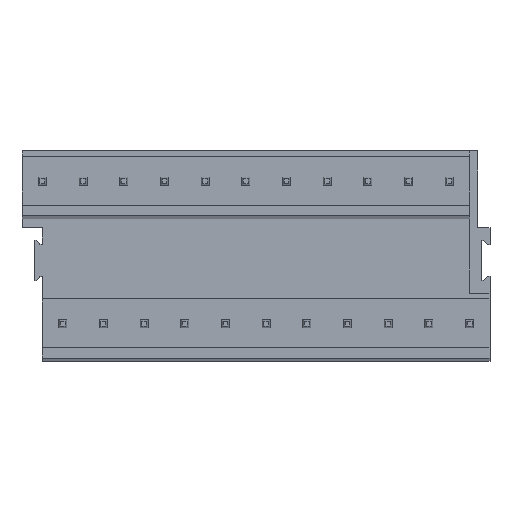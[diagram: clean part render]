
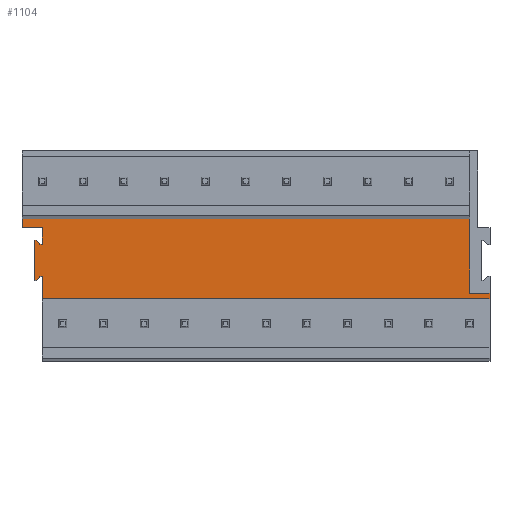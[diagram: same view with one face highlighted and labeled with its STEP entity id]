
A CAD part, top view. The second image highlights one B-rep face of the part: STEP entity #1104.
In plain terms, the highlighted planar face has unit normal (0, 0, 1).
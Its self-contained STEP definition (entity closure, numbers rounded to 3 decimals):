
#767=AXIS2_PLACEMENT_3D('Plane Axis2P3D',#764,#765,#766) ;
#42=CARTESIAN_POINT('Vertex',(2.54,14.6,15.2)) ;
#45=CARTESIAN_POINT('Line Origine',(2.54,15.65,15.2)) ;
#49=CARTESIAN_POINT('Vertex',(2.54,16.7,15.2)) ;
#82=CARTESIAN_POINT('Vertex',(2.54,10.6,15.2)) ;
#85=CARTESIAN_POINT('Line Origine',(2.39,10.6,15.2)) ;
#89=CARTESIAN_POINT('Vertex',(2.24,10.6,15.2)) ;
#116=CARTESIAN_POINT('Line Origine',(2.005,10.35,15.2)) ;
#120=CARTESIAN_POINT('Vertex',(1.77,10.1,15.2)) ;
#147=CARTESIAN_POINT('Line Origine',(1.655,10.1,15.2)) ;
#151=CARTESIAN_POINT('Vertex',(1.54,10.1,15.2)) ;
#178=CARTESIAN_POINT('Line Origine',(1.54,12.6,15.2)) ;
#182=CARTESIAN_POINT('Vertex',(1.54,15.1,15.2)) ;
#209=CARTESIAN_POINT('Line Origine',(1.655,15.1,15.2)) ;
#213=CARTESIAN_POINT('Vertex',(1.77,15.1,15.2)) ;
#240=CARTESIAN_POINT('Line Origine',(2.005,14.85,15.2)) ;
#244=CARTESIAN_POINT('Vertex',(2.24,14.6,15.2)) ;
#271=CARTESIAN_POINT('Line Origine',(2.39,14.6,15.2)) ;
#299=CARTESIAN_POINT('Vertex',(2.54,7.8,15.2)) ;
#313=CARTESIAN_POINT('Vertex',(58.42,7.8,15.2)) ;
#316=CARTESIAN_POINT('Line Origine',(30.48,7.8,15.2)) ;
#764=CARTESIAN_POINT('Axis2P3D Location',(0.,0.4,15.2)) ;
#888=CARTESIAN_POINT('Line Origine',(2.54,9.2,15.2)) ;
#954=CARTESIAN_POINT('Vertex',(0.,16.7,15.2)) ;
#957=CARTESIAN_POINT('Line Origine',(0.,17.64,15.2)) ;
#961=CARTESIAN_POINT('Vertex',(0.,18.58,15.2)) ;
#1055=CARTESIAN_POINT('Line Origine',(57.15,8.5,15.2)) ;
#1059=CARTESIAN_POINT('Vertex',(58.42,8.5,15.2)) ;
#1061=CARTESIAN_POINT('Vertex',(55.88,8.5,15.2)) ;
#1064=CARTESIAN_POINT('Line Origine',(55.88,13.54,15.2)) ;
#1068=CARTESIAN_POINT('Vertex',(55.88,18.58,15.2)) ;
#1071=CARTESIAN_POINT('Line Origine',(27.94,18.58,15.2)) ;
#1076=CARTESIAN_POINT('Line Origine',(1.27,16.7,15.2)) ;
#1081=CARTESIAN_POINT('Line Origine',(58.42,8.15,15.2)) ;
#46=DIRECTION('Vector Direction',(0.,1.,0.)) ;
#86=DIRECTION('Vector Direction',(-1.,0.,0.)) ;
#117=DIRECTION('Vector Direction',(-0.685,-0.729,0.)) ;
#148=DIRECTION('Vector Direction',(-1.,0.,0.)) ;
#179=DIRECTION('Vector Direction',(0.,1.,0.)) ;
#210=DIRECTION('Vector Direction',(1.,0.,0.)) ;
#241=DIRECTION('Vector Direction',(0.685,-0.729,0.)) ;
#272=DIRECTION('Vector Direction',(1.,0.,0.)) ;
#317=DIRECTION('Vector Direction',(1.,0.,0.)) ;
#765=DIRECTION('Axis2P3D Direction',(0.,0.,-1.)) ;
#766=DIRECTION('Axis2P3D XDirection',(0.,1.,0.)) ;
#889=DIRECTION('Vector Direction',(0.,-1.,0.)) ;
#958=DIRECTION('Vector Direction',(0.,1.,0.)) ;
#1056=DIRECTION('Vector Direction',(-1.,0.,0.)) ;
#1065=DIRECTION('Vector Direction',(0.,-1.,0.)) ;
#1072=DIRECTION('Vector Direction',(1.,0.,0.)) ;
#1077=DIRECTION('Vector Direction',(1.,0.,0.)) ;
#1082=DIRECTION('Vector Direction',(0.,1.,0.)) ;
#47=VECTOR('Line Direction',#46,1.) ;
#87=VECTOR('Line Direction',#86,1.) ;
#118=VECTOR('Line Direction',#117,1.) ;
#149=VECTOR('Line Direction',#148,1.) ;
#180=VECTOR('Line Direction',#179,1.) ;
#211=VECTOR('Line Direction',#210,1.) ;
#242=VECTOR('Line Direction',#241,1.) ;
#273=VECTOR('Line Direction',#272,1.) ;
#318=VECTOR('Line Direction',#317,1.) ;
#890=VECTOR('Line Direction',#889,1.) ;
#959=VECTOR('Line Direction',#958,1.) ;
#1057=VECTOR('Line Direction',#1056,1.) ;
#1066=VECTOR('Line Direction',#1065,1.) ;
#1073=VECTOR('Line Direction',#1072,1.) ;
#1078=VECTOR('Line Direction',#1077,1.) ;
#1083=VECTOR('Line Direction',#1082,1.) ;
#1087=ORIENTED_EDGE('',*,*,#1063,.T.) ;
#1088=ORIENTED_EDGE('',*,*,#1070,.F.) ;
#1089=ORIENTED_EDGE('',*,*,#1075,.F.) ;
#1090=ORIENTED_EDGE('',*,*,#963,.F.) ;
#1091=ORIENTED_EDGE('',*,*,#1080,.T.) ;
#1092=ORIENTED_EDGE('',*,*,#51,.F.) ;
#1093=ORIENTED_EDGE('',*,*,#275,.F.) ;
#1094=ORIENTED_EDGE('',*,*,#246,.F.) ;
#1095=ORIENTED_EDGE('',*,*,#215,.F.) ;
#1096=ORIENTED_EDGE('',*,*,#184,.F.) ;
#1097=ORIENTED_EDGE('',*,*,#153,.F.) ;
#1098=ORIENTED_EDGE('',*,*,#122,.F.) ;
#1099=ORIENTED_EDGE('',*,*,#91,.F.) ;
#1100=ORIENTED_EDGE('',*,*,#892,.T.) ;
#1101=ORIENTED_EDGE('',*,*,#320,.T.) ;
#1102=ORIENTED_EDGE('',*,*,#1085,.T.) ;
#1104=ADVANCED_FACE('Housing',(#1103),#768,.F.) ;
#51=EDGE_CURVE('',#43,#50,#48,.T.) ;
#91=EDGE_CURVE('',#83,#90,#88,.T.) ;
#122=EDGE_CURVE('',#90,#121,#119,.T.) ;
#153=EDGE_CURVE('',#121,#152,#150,.T.) ;
#184=EDGE_CURVE('',#152,#183,#181,.T.) ;
#215=EDGE_CURVE('',#183,#214,#212,.T.) ;
#246=EDGE_CURVE('',#214,#245,#243,.T.) ;
#275=EDGE_CURVE('',#245,#43,#274,.T.) ;
#320=EDGE_CURVE('',#300,#314,#319,.T.) ;
#892=EDGE_CURVE('',#83,#300,#891,.T.) ;
#963=EDGE_CURVE('',#955,#962,#960,.T.) ;
#1063=EDGE_CURVE('',#1060,#1062,#1058,.T.) ;
#1070=EDGE_CURVE('',#1069,#1062,#1067,.T.) ;
#1075=EDGE_CURVE('',#962,#1069,#1074,.T.) ;
#1080=EDGE_CURVE('',#955,#50,#1079,.T.) ;
#1085=EDGE_CURVE('',#314,#1060,#1084,.T.) ;
#1086=EDGE_LOOP('',(#1087,#1088,#1089,#1090,#1091,#1092,#1093,#1094,#1095,#1096,#1097,#1098,#1099,#1100,#1101,#1102)) ;
#1103=FACE_OUTER_BOUND('',#1086,.T.) ;
#48=LINE('Line',#45,#47) ;
#88=LINE('Line',#85,#87) ;
#119=LINE('Line',#116,#118) ;
#150=LINE('Line',#147,#149) ;
#181=LINE('Line',#178,#180) ;
#212=LINE('Line',#209,#211) ;
#243=LINE('Line',#240,#242) ;
#274=LINE('Line',#271,#273) ;
#319=LINE('Line',#316,#318) ;
#891=LINE('Line',#888,#890) ;
#960=LINE('Line',#957,#959) ;
#1058=LINE('Line',#1055,#1057) ;
#1067=LINE('Line',#1064,#1066) ;
#1074=LINE('Line',#1071,#1073) ;
#1079=LINE('Line',#1076,#1078) ;
#1084=LINE('Line',#1081,#1083) ;
#768=PLANE('',#767) ;
#43=VERTEX_POINT('',#42) ;
#50=VERTEX_POINT('',#49) ;
#83=VERTEX_POINT('',#82) ;
#90=VERTEX_POINT('',#89) ;
#121=VERTEX_POINT('',#120) ;
#152=VERTEX_POINT('',#151) ;
#183=VERTEX_POINT('',#182) ;
#214=VERTEX_POINT('',#213) ;
#245=VERTEX_POINT('',#244) ;
#300=VERTEX_POINT('',#299) ;
#314=VERTEX_POINT('',#313) ;
#955=VERTEX_POINT('',#954) ;
#962=VERTEX_POINT('',#961) ;
#1060=VERTEX_POINT('',#1059) ;
#1062=VERTEX_POINT('',#1061) ;
#1069=VERTEX_POINT('',#1068) ;
